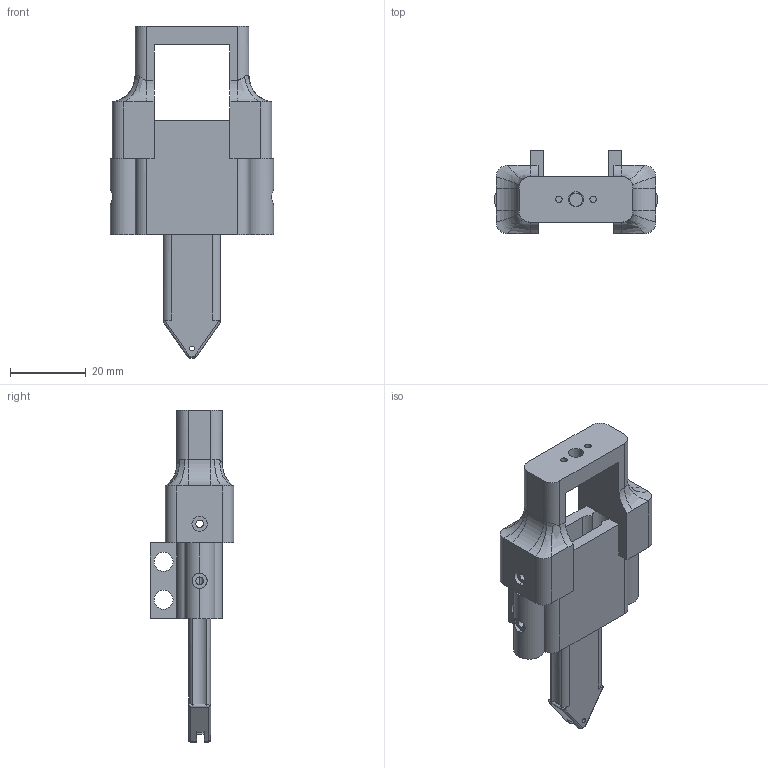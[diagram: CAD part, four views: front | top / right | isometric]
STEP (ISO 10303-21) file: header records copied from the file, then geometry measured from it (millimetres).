
FILE_DESCRIPTION (( 'STEP AP214' ), '1' );
FILE_NAME ('KiriAssembly_1.STEP', '2024-08-22T15:51:19', ( '' ), ( '' ), 'SwSTEP 2.0', 'SolidWorks 2023', '' );
FILE_SCHEMA (( 'AUTOMOTIVE_DESIGN' ));
Length unit declared in the file: millimetre
Products named in the file (4): KiriBase_1; KiriAssembly_1; KiriActuator_1; KiriBaseAttachment_1
Assembly tree (3 placements, depth 2):
  KiriAssembly_1
    KiriBase_1
    KiriActuator_1
    KiriBaseAttachment_1
Bounding box: 43 x 22 x 87.47 mm (x, y, z)
Volume: 20121.4 mm3; surface area: 12687.8 mm2
Topology: 3 solids, 3 shells, 185 faces, 500 edges, 320 vertices
Faces by surface type: cylinder 98, plane 71, bspline 12, sphere 4
Entity records: 6613 total; most frequent: CARTESIAN_POINT 1765, DIRECTION 1004, ORIENTED_EDGE 992, EDGE_CURVE 496, AXIS2_PLACEMENT_3D 371, VERTEX_POINT 320, LINE 262, VECTOR 262
